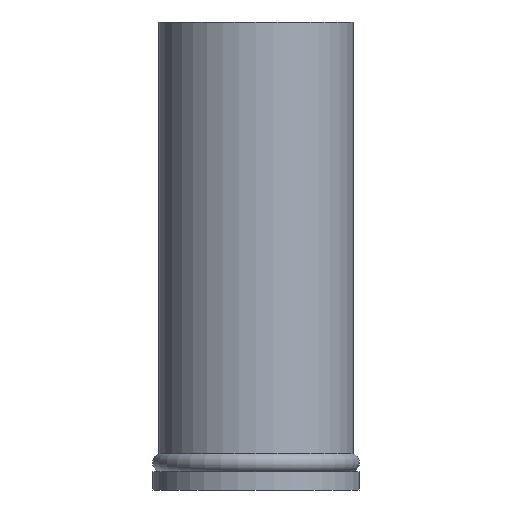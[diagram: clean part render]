
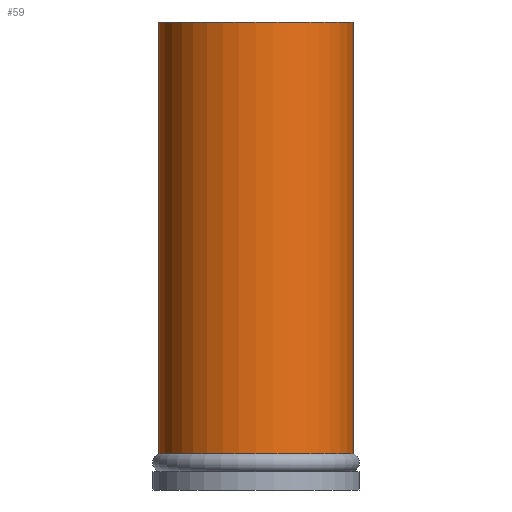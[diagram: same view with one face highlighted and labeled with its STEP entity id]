
A CAD part, front view. The second image highlights one B-rep face of the part: STEP entity #59.
In plain terms, the highlighted cylindrical face has radius 8 mm (diameter 16 mm), a full revolution.
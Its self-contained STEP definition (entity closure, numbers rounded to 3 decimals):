
#41=EDGE_CURVE('240[2]',#96,#96,#97,.T.);
#56=EDGE_CURVE('240[2]',#118,#118,#119,.T.);
#59=ADVANCED_FACE('240[2]',(#122,#123),#124,.T.);
#96=VERTEX_POINT('',#163);
#97=CIRCLE('',#164,8.0);
#118=VERTEX_POINT('',#190);
#119=CIRCLE('',#191,8.0);
#122=FACE_BOUND('',#195,.T.);
#123=FACE_BOUND('',#196,.T.);
#124=CYLINDRICAL_SURFACE('',#197,8.0);
#163=CARTESIAN_POINT('',(0.,8.0,37.0));
#164=AXIS2_PLACEMENT_3D('',#234,#235,#236);
#190=CARTESIAN_POINT('',(0.,8.0,1.5));
#191=AXIS2_PLACEMENT_3D('',#256,#257,#258);
#195=EDGE_LOOP('',(#260));
#196=EDGE_LOOP('',(#261));
#197=AXIS2_PLACEMENT_3D('',#262,#263,#264);
#234=CARTESIAN_POINT('',(0.,0.,37.0));
#235=DIRECTION('',(0.,0.,-1.0));
#236=DIRECTION('',(0.,1.0,0.));
#256=CARTESIAN_POINT('',(0.,0.,1.5));
#257=DIRECTION('',(0.,0.,-1.0));
#258=DIRECTION('',(0.,1.0,0.));
#260=ORIENTED_EDGE('',*,*,#56,.F.);
#261=ORIENTED_EDGE('',*,*,#41,.T.);
#262=CARTESIAN_POINT('',(0.,0.,19.25));
#263=DIRECTION('',(0.,0.,-1.0));
#264=DIRECTION('',(0.,1.0,0.));
